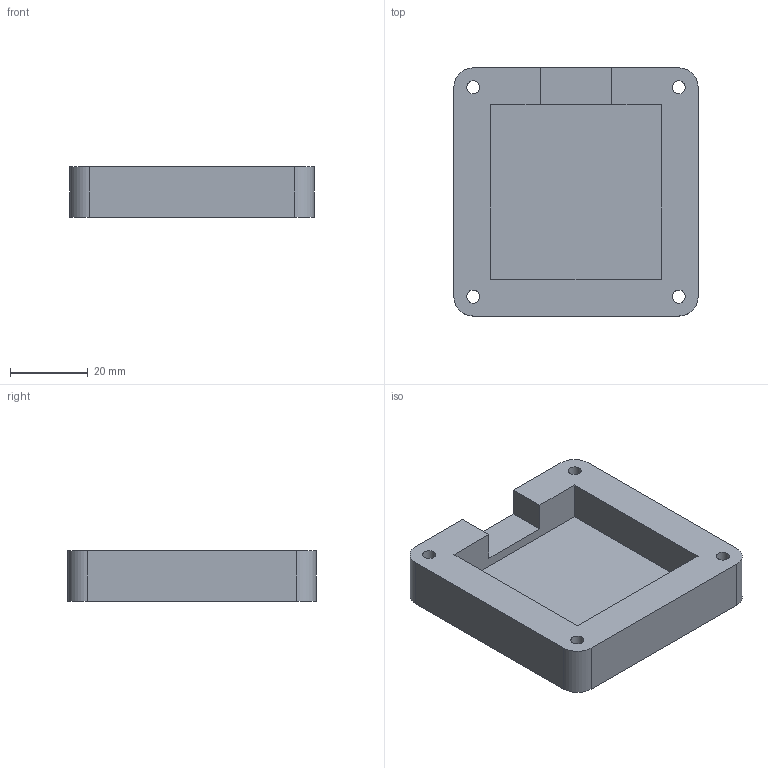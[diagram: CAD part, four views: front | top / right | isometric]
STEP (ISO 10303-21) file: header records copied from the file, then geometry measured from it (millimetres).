
FILE_DESCRIPTION(/* description */ (''),/* implementation_level */ '2;1');
FILE_NAME(/* name */ 'Case.step',/* time_stamp */ '2025-10-12T12:10:18-04:00',/* author */ (''),/* organization */ (''),/* preprocessor_version */ 'ST-DEVELOPER v20.1',/* originating_system */ 'Autodesk Translation Framework v14.17.0.0',/* authorisation */ '');
FILE_SCHEMA (('AUTOMOTIVE_DESIGN { 1 0 10303 214 3 1 1 }'));
Length unit declared in the file: millimetre
Products named in the file (2): Case; Keys
Assembly tree (1 placements, depth 2):
  Case
    Keys
Bounding box: 63 x 64 x 13 mm (x, y, z)
Volume: 30293.1 mm3; surface area: 13531.9 mm2
Topology: 1 solids, 1 shells, 70 faces, 165 edges, 110 vertices
Faces by surface type: cylinder 38, plane 30, bspline 2
Full cylindrical faces by diameter (mm): 2.171 x1, 2.329 x1, 3.4 x4, 6 x4, 34.4 x1, 35 x1
Entity records: 2144 total; most frequent: DIRECTION 387, CARTESIAN_POINT 382, ORIENTED_EDGE 330, EDGE_CURVE 165, AXIS2_PLACEMENT_3D 151, VERTEX_POINT 110, EDGE_LOOP 91, LINE 85
